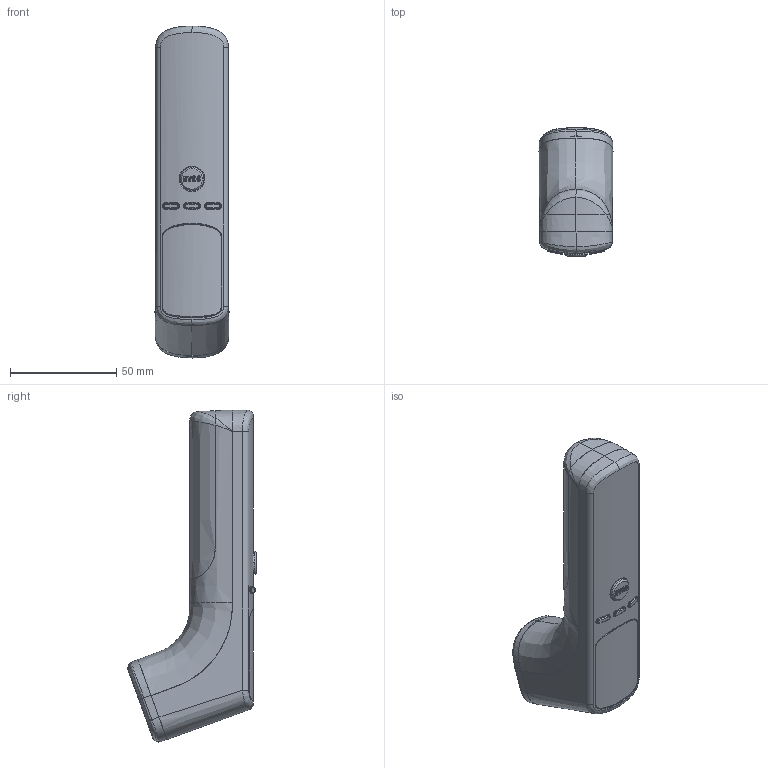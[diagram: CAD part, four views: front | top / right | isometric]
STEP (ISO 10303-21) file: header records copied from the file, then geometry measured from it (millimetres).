
FILE_DESCRIPTION(/* description */ (''),/* implementation_level */ '2;1');
FILE_NAME(/* name */ '第5款额温枪改款_asm-20200409.stp',/* time_stamp */ '2020-04-15T11:56:26+08:00',/* author */ (''),/* organization */ (''),/* preprocessor_version */ 'ST-DEVELOPER v16',/* originating_system */ 'SIEMENS PLM Software NX 11.0',/* authorisation */ '');
FILE_SCHEMA (('AUTOMOTIVE_DESIGN { 1 0 10303 214 3 1 1 1 }'));
Length unit declared in the file: millimetre
Products named in the file (1): admi1F0CD363roto
Bounding box: 34.8 x 60.63 x 156.13 mm (x, y, z)
Volume: 46859.3 mm3; surface area: 60511.6 mm2
Topology: 7 solids, 7 shells, 1177 faces, 3278 edges, 2137 vertices
Faces by surface type: plane 686, bspline 198, cylinder 179, extrusion 74, cone 24, torus 13, sphere 3
Full cylindrical faces by diameter (mm): 1.3 x2, 1.6 x8, 2 x1, 2.2 x4, 9 x1, 13.1 x1
Entity records: 56246 total; most frequent: CARTESIAN_POINT 25219, ORIENTED_EDGE 6434, DIRECTION 4761, EDGE_CURVE 3217, VERTEX_POINT 2111, VECTOR 1897, LINE 1823, AXIS2_PLACEMENT_3D 1432
